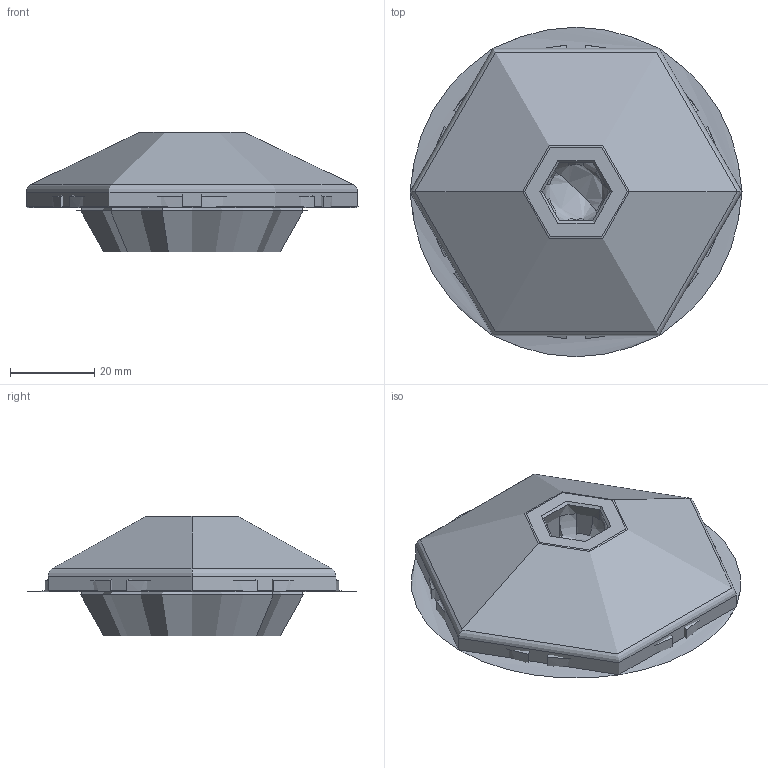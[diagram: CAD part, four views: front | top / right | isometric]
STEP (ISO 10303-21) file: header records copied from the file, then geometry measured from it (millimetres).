
FILE_DESCRIPTION (( 'STEP AP203' ), '1' );
FILE_NAME ('3_842_538_836_Bosch.step', '2024-06-10T08:15:45', ( '' ), ( '' ), 'SwSTEP 2.0', 'SolidWorks 2014', '' );
FILE_SCHEMA (( 'CONFIG_CONTROL_DESIGN' ));
Length unit declared in the file: millimetre
Products named in the file (1): 3_842_538_836_Bosch
Bounding box: 79 x 78.4 x 28.41 mm (x, y, z)
Topology: 1 solids, 37 shells, 218 faces, 641 edges, 437 vertices
Faces by surface type: plane 105, cylinder 55, torus 33, cone 20, sphere 5
Entity records: 7370 total; most frequent: CARTESIAN_POINT 1465, ORIENTED_EDGE 1298, DIRECTION 1235, EDGE_CURVE 649, AXIS2_PLACEMENT_3D 487, VERTEX_POINT 429, CIRCLE 268, VECTOR 261
